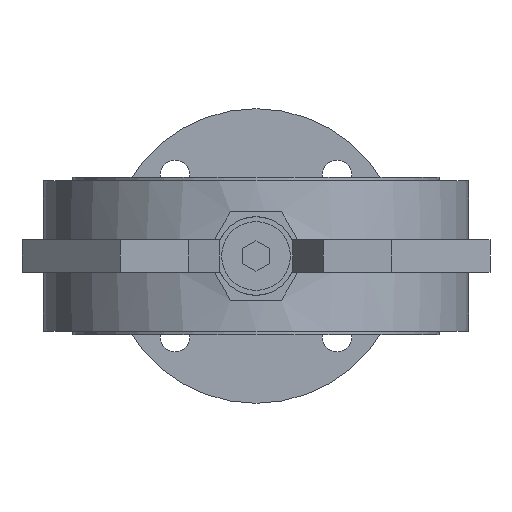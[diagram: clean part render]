
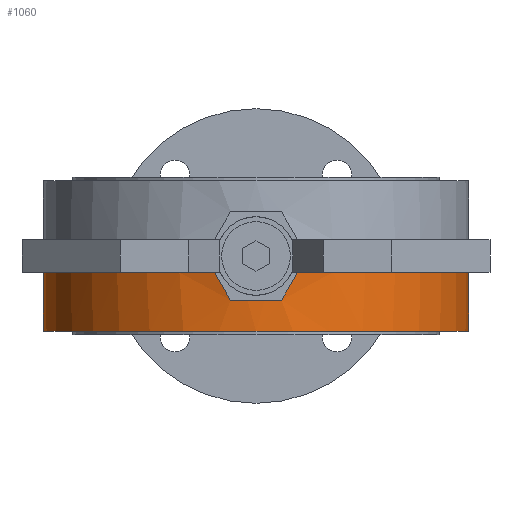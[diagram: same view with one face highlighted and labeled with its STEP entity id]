
A CAD part, front view. The second image highlights one B-rep face of the part: STEP entity #1060.
In plain terms, the highlighted cylindrical face has radius 65 mm (diameter 130 mm), a partial arc.
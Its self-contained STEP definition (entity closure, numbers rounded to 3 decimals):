
#1060 = ADVANCED_FACE ( 'NONE', ( #22331 ), #16592, .T. ) ;
#1143 = VERTEX_POINT ( 'NONE', #8183 ) ;
#1170 = DIRECTION ( 'NONE',  ( 1., 0., 0. ) ) ;
#1344 = CARTESIAN_POINT ( 'NONE',  ( 0., 0., -5. ) ) ;
#1445 = CARTESIAN_POINT ( 'NONE',  ( 7.794, -64.531, -13.5 ) ) ;
#1488 = ORIENTED_EDGE ( 'NONE', *, *, #3772, .T. ) ;
#1571 = VERTEX_POINT ( 'NONE', #20274 ) ;
#2072 = CARTESIAN_POINT ( 'NONE',  ( 0., 0., 115.101 ) ) ;
#2269 = VERTEX_POINT ( 'NONE', #1445 ) ;
#2801 = AXIS2_PLACEMENT_3D ( 'NONE', #24902, #20926, #13039 ) ;
#2978 = AXIS2_PLACEMENT_3D ( 'NONE', #3994, #4245, #5941 ) ;
#3772 = EDGE_CURVE ( 'NONE', #1143, #1571, #21085, .T. ) ;
#3994 = CARTESIAN_POINT ( 'NONE',  ( 0., 0., -5. ) ) ;
#4245 = DIRECTION ( 'NONE',  ( 0., 0., 1. ) ) ;
#4618 =( BOUNDED_CURVE ( )  B_SPLINE_CURVE ( 3, ( #20298, #18344, #4686, #23845 ),
 .UNSPECIFIED., .F., .T. ) 
 B_SPLINE_CURVE_WITH_KNOTS ( ( 4, 4 ),
 ( 1.374, 1.451 ),
 .UNSPECIFIED. ) 
 CURVE ( )  GEOMETRIC_REPRESENTATION_ITEM ( )  RATIONAL_B_SPLINE_CURVE ( ( 1., 1., 1., 1. ) ) 
 REPRESENTATION_ITEM ( '' )  );
#4686 = CARTESIAN_POINT ( 'NONE',  ( 9.44, -64.332, -10.65 ) ) ;
#5223 = AXIS2_PLACEMENT_3D ( 'NONE', #1344, #20517, #1170 ) ;
#5721 = DIRECTION ( 'NONE',  ( 1., 0., 0. ) ) ;
#5941 = DIRECTION ( 'NONE',  ( 1., 0., 0. ) ) ;
#6542 = CARTESIAN_POINT ( 'NONE',  ( -9.44, -64.332, -10.65 ) ) ;
#6952 =( BOUNDED_CURVE ( )  B_SPLINE_CURVE ( 3, ( #20117, #6542, #12724, #21961 ),
 .UNSPECIFIED., .F., .T. ) 
 B_SPLINE_CURVE_WITH_KNOTS ( ( 4, 4 ),
 ( 4.833, 4.909 ),
 .UNSPECIFIED. ) 
 CURVE ( )  GEOMETRIC_REPRESENTATION_ITEM ( )  RATIONAL_B_SPLINE_CURVE ( ( 1., 1., 1., 1. ) ) 
 REPRESENTATION_ITEM ( '' )  );
#8183 = CARTESIAN_POINT ( 'NONE',  ( 65., 0., -23. ) ) ;
#8601 = ORIENTED_EDGE ( 'NONE', *, *, #22185, .T. ) ;
#8850 = ORIENTED_EDGE ( 'NONE', *, *, #24824, .F. ) ;
#8891 = EDGE_LOOP ( 'NONE', ( #23662, #10360, #1488, #21331, #13767, #14375, #8601, #8850 ) ) ;
#9299 = EDGE_CURVE ( 'NONE', #13542, #1143, #11024, .T. ) ;
#10360 = ORIENTED_EDGE ( 'NONE', *, *, #9299, .T. ) ;
#10797 = VERTEX_POINT ( 'NONE', #21703 ) ;
#11024 = CIRCLE ( 'NONE', #17104, 65. ) ;
#11140 = CARTESIAN_POINT ( 'NONE',  ( -65., 0., 115.101 ) ) ;
#11651 = CIRCLE ( 'NONE', #2801, 65. ) ;
#11720 = LINE ( 'NONE', #11140, #13545 ) ;
#12724 = CARTESIAN_POINT ( 'NONE',  ( -11.076, -64.071, -7.815 ) ) ;
#13039 = DIRECTION ( 'NONE',  ( 1., 0., 0. ) ) ;
#13096 = DIRECTION ( 'NONE',  ( 0., 0., 1. ) ) ;
#13102 = CARTESIAN_POINT ( 'NONE',  ( 12.702, -63.747, -5. ) ) ;
#13542 = VERTEX_POINT ( 'NONE', #17672 ) ;
#13545 = VECTOR ( 'NONE', #13096, 1000. ) ;
#13767 = ORIENTED_EDGE ( 'NONE', *, *, #14646, .T. ) ;
#14375 = ORIENTED_EDGE ( 'NONE', *, *, #22966, .T. ) ;
#14528 = VERTEX_POINT ( 'NONE', #23583 ) ;
#14646 = EDGE_CURVE ( 'NONE', #23371, #2269, #4618, .T. ) ;
#14798 = CARTESIAN_POINT ( 'NONE',  ( 65., 0., 115.101 ) ) ;
#15119 = DIRECTION ( 'NONE',  ( 1., 0., 0. ) ) ;
#16592 = CYLINDRICAL_SURFACE ( 'NONE', #20966, 65. ) ;
#17104 = AXIS2_PLACEMENT_3D ( 'NONE', #17226, #19262, #15119 ) ;
#17226 = CARTESIAN_POINT ( 'NONE',  ( 0., 0., -23. ) ) ;
#17347 = DIRECTION ( 'NONE',  ( 0., 0., 1. ) ) ;
#17672 = CARTESIAN_POINT ( 'NONE',  ( -65., 0., -23. ) ) ;
#18016 = EDGE_CURVE ( 'NONE', #13542, #24313, #11720, .T. ) ;
#18344 = CARTESIAN_POINT ( 'NONE',  ( 11.076, -64.071, -7.815 ) ) ;
#18529 = DIRECTION ( 'NONE',  ( 0., 0., 1. ) ) ;
#18974 = VECTOR ( 'NONE', #18529, 1000. ) ;
#19262 = DIRECTION ( 'NONE',  ( 0., 0., 1. ) ) ;
#20117 = CARTESIAN_POINT ( 'NONE',  ( -7.794, -64.531, -13.5 ) ) ;
#20274 = CARTESIAN_POINT ( 'NONE',  ( 65., 0., -5. ) ) ;
#20298 = CARTESIAN_POINT ( 'NONE',  ( 12.702, -63.747, -5. ) ) ;
#20517 = DIRECTION ( 'NONE',  ( 0., 0., 1. ) ) ;
#20926 = DIRECTION ( 'NONE',  ( 0., 0., -1. ) ) ;
#20966 = AXIS2_PLACEMENT_3D ( 'NONE', #2072, #17347, #5721 ) ;
#21085 = LINE ( 'NONE', #14798, #18974 ) ;
#21331 = ORIENTED_EDGE ( 'NONE', *, *, #22792, .F. ) ;
#21703 = CARTESIAN_POINT ( 'NONE',  ( -7.794, -64.531, -13.5 ) ) ;
#21860 = CARTESIAN_POINT ( 'NONE',  ( -65., 0., -5. ) ) ;
#21961 = CARTESIAN_POINT ( 'NONE',  ( -12.702, -63.747, -5. ) ) ;
#22185 = EDGE_CURVE ( 'NONE', #10797, #14528, #6952, .T. ) ;
#22331 = FACE_OUTER_BOUND ( 'NONE', #8891, .T. ) ;
#22792 = EDGE_CURVE ( 'NONE', #23371, #1571, #24112, .T. ) ;
#22966 = EDGE_CURVE ( 'NONE', #2269, #10797, #11651, .T. ) ;
#23371 = VERTEX_POINT ( 'NONE', #13102 ) ;
#23583 = CARTESIAN_POINT ( 'NONE',  ( -12.702, -63.747, -5. ) ) ;
#23662 = ORIENTED_EDGE ( 'NONE', *, *, #18016, .F. ) ;
#23845 = CARTESIAN_POINT ( 'NONE',  ( 7.794, -64.531, -13.5 ) ) ;
#24001 = CIRCLE ( 'NONE', #2978, 65. ) ;
#24112 = CIRCLE ( 'NONE', #5223, 65. ) ;
#24313 = VERTEX_POINT ( 'NONE', #21860 ) ;
#24824 = EDGE_CURVE ( 'NONE', #24313, #14528, #24001, .T. ) ;
#24902 = CARTESIAN_POINT ( 'NONE',  ( 0., 0., -13.5 ) ) ;
